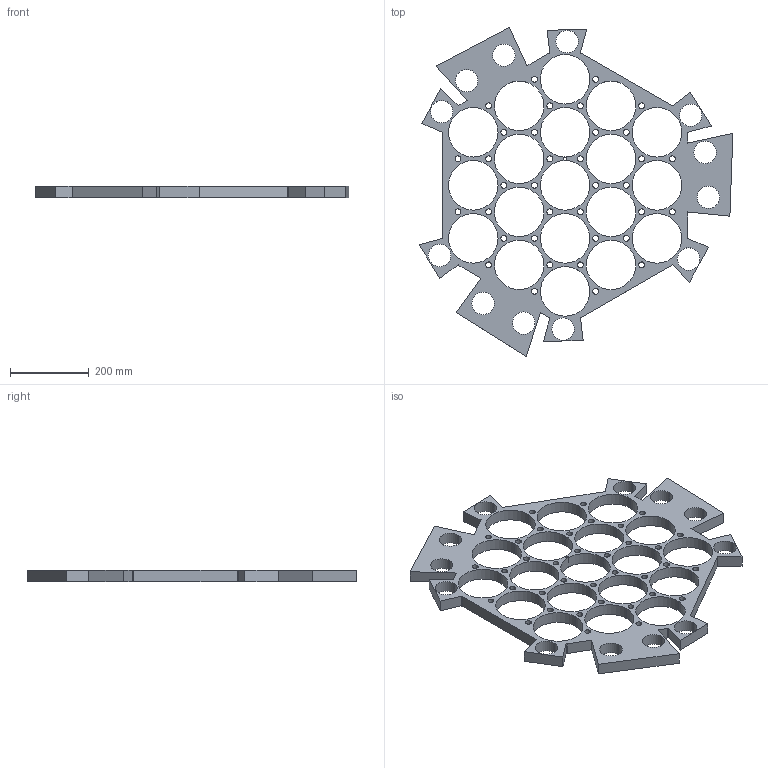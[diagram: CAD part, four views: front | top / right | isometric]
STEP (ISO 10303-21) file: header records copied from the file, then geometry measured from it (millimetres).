
FILE_DESCRIPTION (( 'STEP AP203' ), '1' );
FILE_NAME ('body-Copycopy_mirror_telescope -emb2_Default_sldprt.STEP', '2021-08-05T09:22:55', ( '' ), ( '' ), 'SwSTEP 2.0', 'SolidWorks 2021', '' );
FILE_SCHEMA (( 'CONFIG_CONTROL_DESIGN' ));
Length unit declared in the file: millimetre
Products named in the file (1): body-Copycopy_mirror_telescope -emb2_Default_sldprt
Bounding box: 799.03 x 838.49 x 30 mm (x, y, z)
Volume: 4601731.1 mm3; surface area: 760586.4 mm2
Topology: 1 solids, 1 shells, 186 faces, 552 edges, 368 vertices
Faces by surface type: cylinder 148, plane 38
Entity records: 6741 total; most frequent: DIRECTION 1222, CARTESIAN_POINT 1107, ORIENTED_EDGE 1104, EDGE_CURVE 552, AXIS2_PLACEMENT_3D 483, VERTEX_POINT 368, EDGE_LOOP 322, CIRCLE 296
